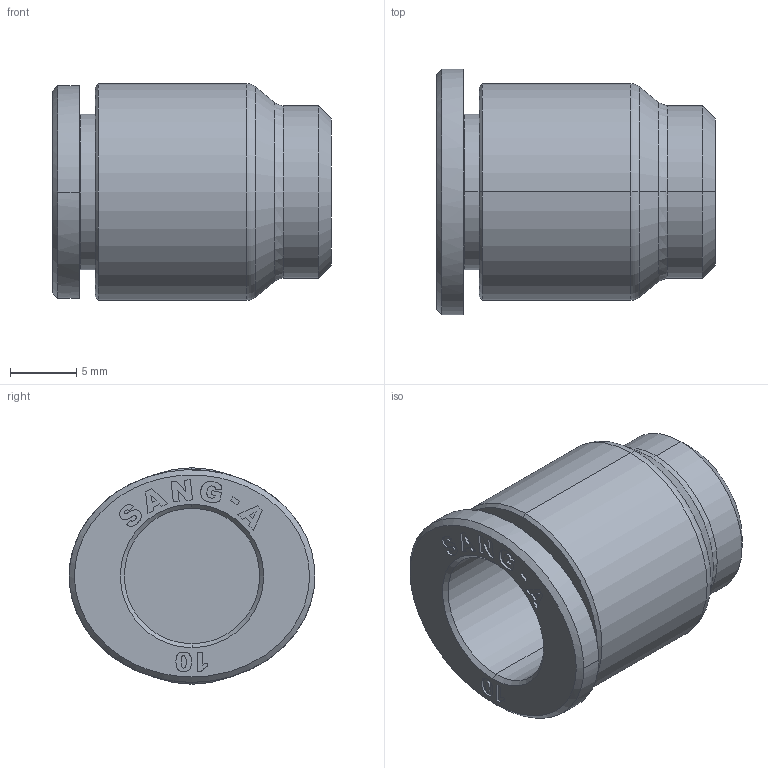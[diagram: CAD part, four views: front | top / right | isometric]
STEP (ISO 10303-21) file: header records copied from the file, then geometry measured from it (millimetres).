
FILE_DESCRIPTION((''),'2;1');
FILE_NAME('GPPF_10(3D).stp','2012-12-26T18:26:25',(''),(''),'Mechanical Desktop.R8.0.24.0','Mechanical Desktop.R8.0.24.0',', , ');
FILE_SCHEMA(('CONFIG_CONTROL_DESIGN'));
Length unit declared in the file: millimetre
Products named in the file (2): GPPF_10(3D); ºÎÇ°1
Assembly tree (1 placements, depth 2):
  GPPF_10(3D)
    ºÎÇ°1
Bounding box: 21 x 18.5 x 16.3 mm (x, y, z)
Volume: 2311.9 mm3; surface area: 2207.2 mm2
Topology: 1 solids, 1 shells, 412 faces, 1173 edges, 777 vertices
Faces by surface type: plane 381, cone 10, bspline 10, cylinder 9, torus 2
Entity records: 13690 total; most frequent: CARTESIAN_POINT 2875, ORIENTED_EDGE 2346, DIRECTION 2003, EDGE_CURVE 1173, VECTOR 1121, LINE 1121, VERTEX_POINT 777, AXIS2_PLACEMENT_3D 441
